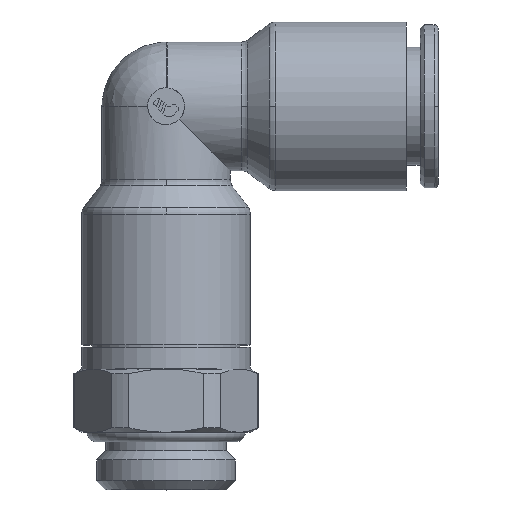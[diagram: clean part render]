
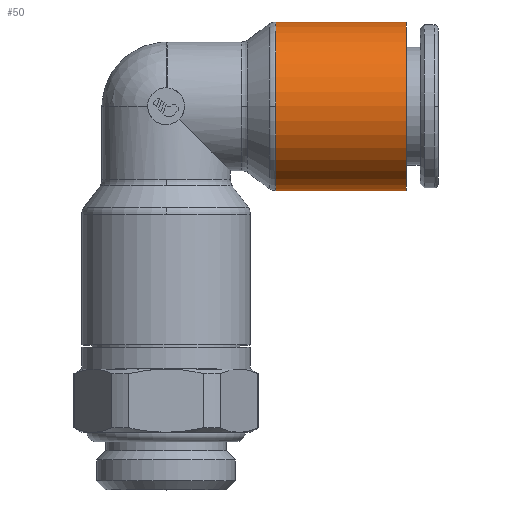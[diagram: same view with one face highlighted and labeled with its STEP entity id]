
A CAD part, top view. The second image highlights one B-rep face of the part: STEP entity #50.
In plain terms, the highlighted cylindrical face has radius 8 mm (diameter 16 mm), a partial arc.
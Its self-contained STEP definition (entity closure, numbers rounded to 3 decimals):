
#50=ADVANCED_FACE('',(#174),#175,.T.);
#174=FACE_OUTER_BOUND('',#424,.T.);
#175=CYLINDRICAL_SURFACE('',#425,8.0);
#424=EDGE_LOOP('',(#696,#697,#698,#699,#700));
#425=AXIS2_PLACEMENT_3D('',#701,#702,#703);
#696=ORIENTED_EDGE('',*,*,#1627,.F.);
#697=ORIENTED_EDGE('',*,*,#1628,.T.);
#698=ORIENTED_EDGE('',*,*,#1629,.T.);
#699=ORIENTED_EDGE('',*,*,#1630,.F.);
#700=ORIENTED_EDGE('',*,*,#1631,.F.);
#701=CARTESIAN_POINT('',(16.61,30.95,0.0));
#702=DIRECTION('',(1.0,0.0,0.0));
#703=DIRECTION('',(0.0,1.0,0.0));
#1627=EDGE_CURVE('',#1935,#1936,#1937,.T.);
#1628=EDGE_CURVE('',#1935,#1938,#1939,.T.);
#1629=EDGE_CURVE('',#1938,#1940,#1941,.T.);
#1630=EDGE_CURVE('',#1942,#1940,#1943,.T.);
#1631=EDGE_CURVE('',#1936,#1942,#1944,.T.);
#1935=VERTEX_POINT('',#2422);
#1936=VERTEX_POINT('',#2423);
#1937=LINE('',#2424,#2425);
#1938=VERTEX_POINT('',#2426);
#1939=CIRCLE('',#2427,8.0);
#1940=VERTEX_POINT('',#2428);
#1941=CIRCLE('',#2429,8.0);
#1942=VERTEX_POINT('',#2430);
#1943=LINE('',#2431,#2432);
#1944=CIRCLE('',#2433,8.0);
#2422=CARTESIAN_POINT('',(10.41,38.95,0.0));
#2423=CARTESIAN_POINT('',(22.81,38.95,0.0));
#2424=CARTESIAN_POINT('',(16.61,38.95,0.));
#2425=VECTOR('',#3478,1.0);
#2426=CARTESIAN_POINT('',(10.41,30.95,8.0));
#2427=AXIS2_PLACEMENT_3D('',#3479,#3480,#3481);
#2428=CARTESIAN_POINT('',(10.41,22.95,0.));
#2429=AXIS2_PLACEMENT_3D('',#3482,#3483,#3484);
#2430=CARTESIAN_POINT('',(22.81,22.95,0.));
#2431=CARTESIAN_POINT('',(16.61,22.95,0.));
#2432=VECTOR('',#3485,1.0);
#2433=AXIS2_PLACEMENT_3D('',#3486,#3487,#3488);
#3478=DIRECTION('',(1.0,0.0,0.0));
#3479=CARTESIAN_POINT('',(10.41,30.95,0.0));
#3480=DIRECTION('',(1.0,0.0,0.0));
#3481=DIRECTION('',(0.0,1.0,0.0));
#3482=CARTESIAN_POINT('',(10.41,30.95,0.0));
#3483=DIRECTION('',(1.0,0.0,0.0));
#3484=DIRECTION('',(0.0,1.0,0.0));
#3485=DIRECTION('',(-1.0,-0.0,-0.0));
#3486=CARTESIAN_POINT('',(22.81,30.95,0.0));
#3487=DIRECTION('',(1.0,0.0,0.0));
#3488=DIRECTION('',(0.0,1.0,0.0));
